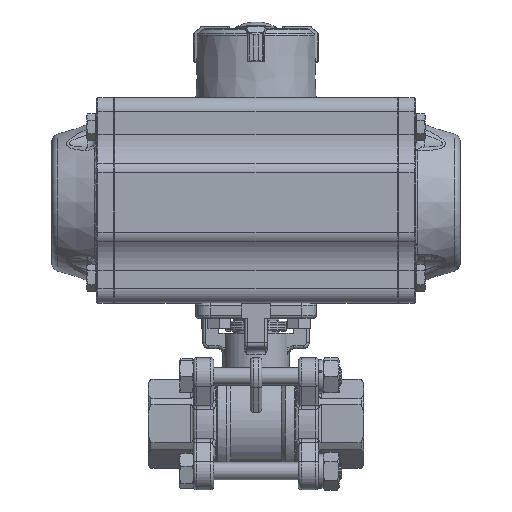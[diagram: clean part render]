
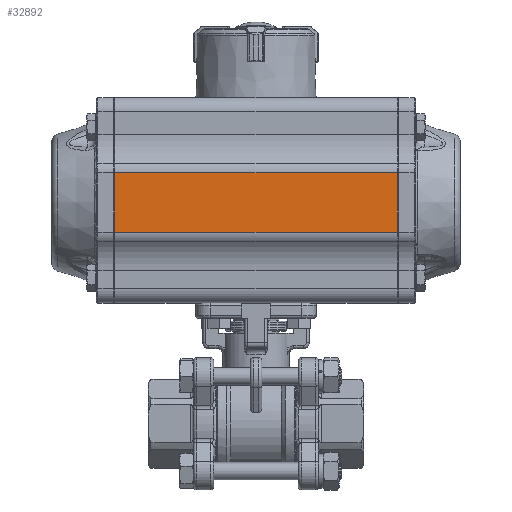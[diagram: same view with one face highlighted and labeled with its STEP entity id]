
A CAD part, top view. The second image highlights one B-rep face of the part: STEP entity #32892.
In plain terms, the highlighted face is planar.
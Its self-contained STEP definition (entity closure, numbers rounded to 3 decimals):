
#951=PLANE('',#35200);
#2456=LINE('',#68512,#4115);
#2457=LINE('',#68516,#4116);
#2458=LINE('',#68518,#4117);
#2459=LINE('',#68520,#4118);
#4115=VECTOR('',#40549,1000.);
#4116=VECTOR('',#40554,1000.);
#4117=VECTOR('',#40555,1000.);
#4118=VECTOR('',#40556,1000.);
#10701=ORIENTED_EDGE('',*,*,#16282,.F.);
#10702=ORIENTED_EDGE('',*,*,#16284,.T.);
#10703=ORIENTED_EDGE('',*,*,#16285,.T.);
#10704=ORIENTED_EDGE('',*,*,#16286,.T.);
#16282=EDGE_CURVE('',#19400,#19401,#2456,.T.);
#16284=EDGE_CURVE('',#19400,#19402,#2457,.T.);
#16285=EDGE_CURVE('',#19402,#19403,#2458,.T.);
#16286=EDGE_CURVE('',#19403,#19401,#2459,.T.);
#19400=VERTEX_POINT('',#68511);
#19401=VERTEX_POINT('',#68513);
#19402=VERTEX_POINT('',#68517);
#19403=VERTEX_POINT('',#68519);
#22577=EDGE_LOOP('',(#10701,#10702,#10703,#10704));
#24519=FACE_BOUND('',#22577,.T.);
#32892=ADVANCED_FACE('',(#24519),#951,.F.);
#35200=AXIS2_PLACEMENT_3D('',#68515,#40552,#40553);
#40549=DIRECTION('',(0.,0.,-1.));
#40552=DIRECTION('',(-1.,0.,0.));
#40553=DIRECTION('',(0.,0.,1.));
#40554=DIRECTION('',(0.,-1.,0.));
#40555=DIRECTION('',(0.,0.,-1.));
#40556=DIRECTION('',(0.,1.,0.));
#68511=CARTESIAN_POINT('',(29.5,10.363,49.2));
#68512=CARTESIAN_POINT('',(29.5,10.363,49.5));
#68513=CARTESIAN_POINT('',(29.5,10.363,-49.2));
#68515=CARTESIAN_POINT('',(29.5,-10.363,49.5));
#68516=CARTESIAN_POINT('',(29.5,-10.363,49.2));
#68517=CARTESIAN_POINT('',(29.5,-10.363,49.2));
#68518=CARTESIAN_POINT('',(29.5,-10.363,49.5));
#68519=CARTESIAN_POINT('',(29.5,-10.363,-49.2));
#68520=CARTESIAN_POINT('',(29.5,-10.363,-49.2));
